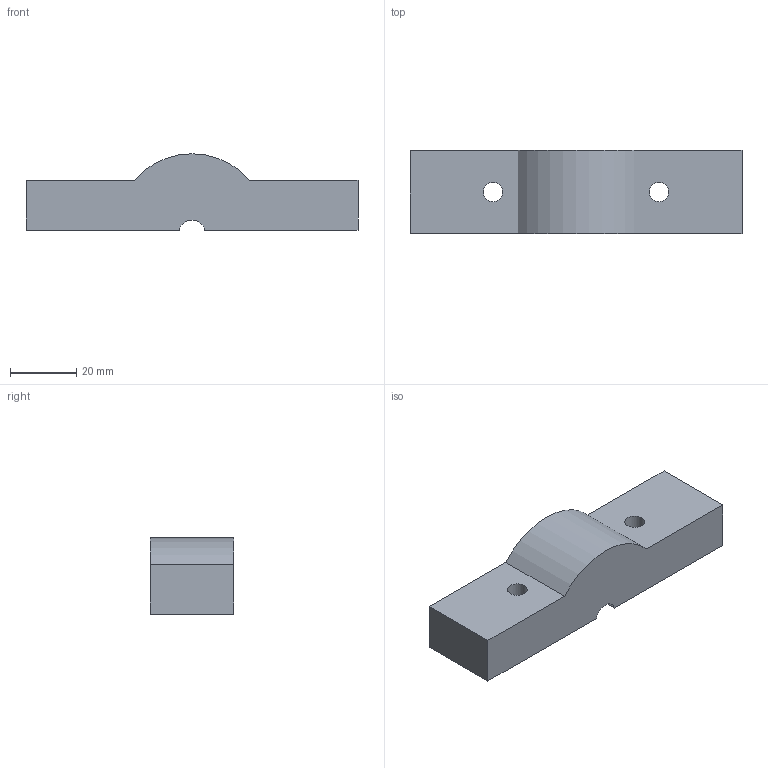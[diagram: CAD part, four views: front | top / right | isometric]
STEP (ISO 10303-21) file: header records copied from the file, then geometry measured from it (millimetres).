
FILE_DESCRIPTION(/* description */ (''),/* implementation_level */ '2;1');
FILE_NAME(/* name */ '20_Base_Sopra_ipt_abe47da0.STEP',/* time_stamp */ '2020-02-10T12:18:20+01:00',/* author */ ('socci'),/* organization */ (''),/* preprocessor_version */ 'ST-DEVELOPER v18',/* originating_system */ 'Autodesk Inventor 2020',/* authorisation */ '');
FILE_SCHEMA (('AUTOMOTIVE_DESIGN { 1 0 10303 214 3 1 1 }'));
Length unit declared in the file: millimetre
Products named in the file (1): 20_Base_Sopra
Bounding box: 100 x 25 x 23 mm (x, y, z)
Volume: 40561.2 mm3; surface area: 9767.8 mm2
Topology: 1 solids, 1 shells, 14 faces, 38 edges, 26 vertices
Faces by surface type: plane 9, cylinder 5
Full cylindrical faces by diameter (mm): 5.9 x2
Entity records: 499 total; most frequent: DIRECTION 80, CARTESIAN_POINT 79, ORIENTED_EDGE 76, EDGE_CURVE 38, AXIS2_PLACEMENT_3D 27, LINE 26, VECTOR 26, VERTEX_POINT 26
